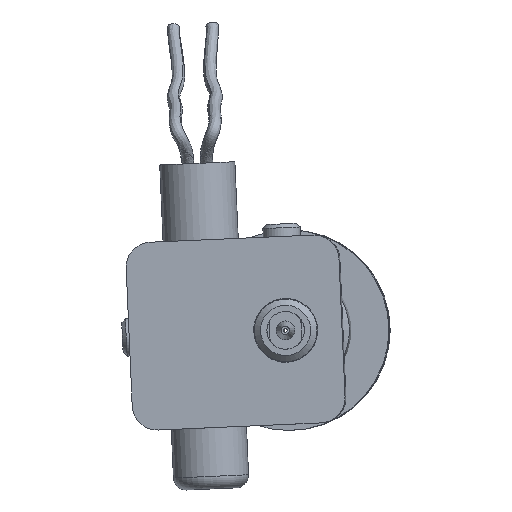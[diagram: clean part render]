
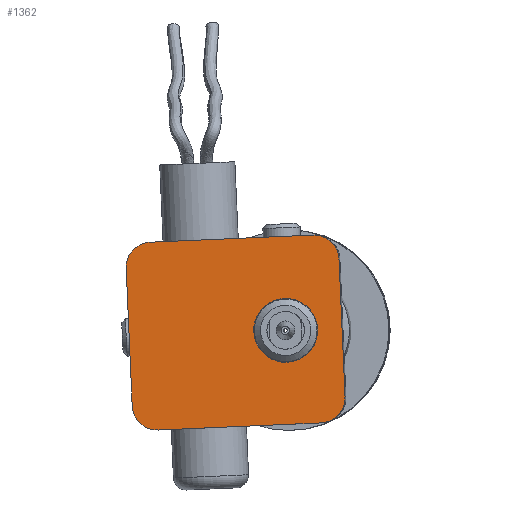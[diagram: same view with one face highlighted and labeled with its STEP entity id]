
A CAD part, front view. The second image highlights one B-rep face of the part: STEP entity #1362.
In plain terms, the highlighted face is planar.
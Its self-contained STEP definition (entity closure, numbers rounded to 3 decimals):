
#67=LINE($,#2261,#115);
#69=LINE($,#2293,#117);
#72=LINE($,#2303,#120);
#73=LINE($,#2307,#121);
#115=VECTOR($,#1809,11.);
#117=VECTOR($,#1825,13.);
#120=VECTOR($,#1834,13.);
#121=VECTOR($,#1837,11.);
#221=PLANE($,#1534);
#336=FACE_BOUND($,#538,.T.);
#337=FACE_BOUND($,#539,.T.);
#538=EDGE_LOOP($,(#1086));
#539=EDGE_LOOP($,(#1087,#1088,#1089,#1090,#1091,#1092,#1093,#1094));
#674=CIRCLE($,#1530,2.);
#677=CIRCLE($,#1535,2.55);
#678=CIRCLE($,#1536,2.);
#679=CIRCLE($,#1537,2.);
#680=CIRCLE($,#1538,2.);
#760=VERTEX_POINT($,#2255);
#762=VERTEX_POINT($,#2259);
#764=VERTEX_POINT($,#2284);
#767=VERTEX_POINT($,#2292);
#769=VERTEX_POINT($,#2298);
#770=VERTEX_POINT($,#2300);
#771=VERTEX_POINT($,#2302);
#772=VERTEX_POINT($,#2304);
#773=VERTEX_POINT($,#2306);
#886=EDGE_CURVE($,#762,#760,#67,.T.);
#889=EDGE_CURVE($,#760,#764,#674,.T.);
#893=EDGE_CURVE($,#764,#767,#69,.T.);
#896=EDGE_CURVE($,#769,#769,#677,.T.);
#897=EDGE_CURVE($,#770,#762,#678,.T.);
#898=EDGE_CURVE($,#771,#770,#72,.T.);
#899=EDGE_CURVE($,#772,#771,#679,.T.);
#900=EDGE_CURVE($,#773,#772,#73,.T.);
#901=EDGE_CURVE($,#767,#773,#680,.T.);
#1086=ORIENTED_EDGE($,*,*,#896,.T.);
#1087=ORIENTED_EDGE($,*,*,#889,.F.);
#1088=ORIENTED_EDGE($,*,*,#886,.F.);
#1089=ORIENTED_EDGE($,*,*,#897,.F.);
#1090=ORIENTED_EDGE($,*,*,#898,.F.);
#1091=ORIENTED_EDGE($,*,*,#899,.F.);
#1092=ORIENTED_EDGE($,*,*,#900,.F.);
#1093=ORIENTED_EDGE($,*,*,#901,.F.);
#1094=ORIENTED_EDGE($,*,*,#893,.F.);
#1362=ADVANCED_FACE($,(#336,#337),#221,.F.);
#1530=AXIS2_PLACEMENT_3D($,#2285,#1816,#1817);
#1534=AXIS2_PLACEMENT_3D($,#2297,#1828,#1829);
#1535=AXIS2_PLACEMENT_3D($,#2299,#1830,#1831);
#1536=AXIS2_PLACEMENT_3D($,#2301,#1832,#1833);
#1537=AXIS2_PLACEMENT_3D($,#2305,#1835,#1836);
#1538=AXIS2_PLACEMENT_3D($,#2308,#1838,#1839);
#1809=DIRECTION($,(0.,-1.,0.));
#1816=DIRECTION('center_axis',(0.,0.,1.));
#1817=DIRECTION('ref_axis',(-0.707,-0.707,0.));
#1825=DIRECTION($,(1.,0.,0.));
#1828=DIRECTION('center_axis',(0.,0.,1.));
#1829=DIRECTION('ref_axis',(1.,0.,0.));
#1830=DIRECTION('center_axis',(0.,0.,1.));
#1831=DIRECTION('ref_axis',(1.,0.,0.));
#1832=DIRECTION('center_axis',(0.,0.,1.));
#1833=DIRECTION('ref_axis',(-0.707,0.707,0.));
#1834=DIRECTION($,(-1.,0.,0.));
#1835=DIRECTION('center_axis',(0.,0.,1.));
#1836=DIRECTION('ref_axis',(0.707,0.707,0.));
#1837=DIRECTION($,(0.,1.,0.));
#1838=DIRECTION('center_axis',(0.,0.,1.));
#1839=DIRECTION('ref_axis',(0.707,-0.707,0.));
#2255=CARTESIAN_POINT('',(-8.5,-5.5,0.));
#2259=CARTESIAN_POINT('',(-8.5,5.5,0.));
#2261=CARTESIAN_POINT($,(-8.5,7.5,0.));
#2284=CARTESIAN_POINT('',(-6.5,-7.5,0.));
#2285=CARTESIAN_POINT('Origin',(-6.5,-5.5,0.));
#2292=CARTESIAN_POINT('',(6.5,-7.5,0.));
#2293=CARTESIAN_POINT($,(-8.5,-7.5,0.));
#2297=CARTESIAN_POINT('Origin',(0.,0.,0.));
#2298=CARTESIAN_POINT('',(1.45,0.,0.));
#2299=CARTESIAN_POINT('Origin',(4.,0.,0.));
#2300=CARTESIAN_POINT('',(-6.5,7.5,0.));
#2301=CARTESIAN_POINT('Origin',(-6.5,5.5,0.));
#2302=CARTESIAN_POINT('',(6.5,7.5,0.));
#2303=CARTESIAN_POINT($,(8.5,7.5,0.));
#2304=CARTESIAN_POINT('',(8.5,5.5,0.));
#2305=CARTESIAN_POINT('Origin',(6.5,5.5,0.));
#2306=CARTESIAN_POINT('',(8.5,-5.5,0.));
#2307=CARTESIAN_POINT($,(8.5,-7.5,0.));
#2308=CARTESIAN_POINT('Origin',(6.5,-5.5,0.));
